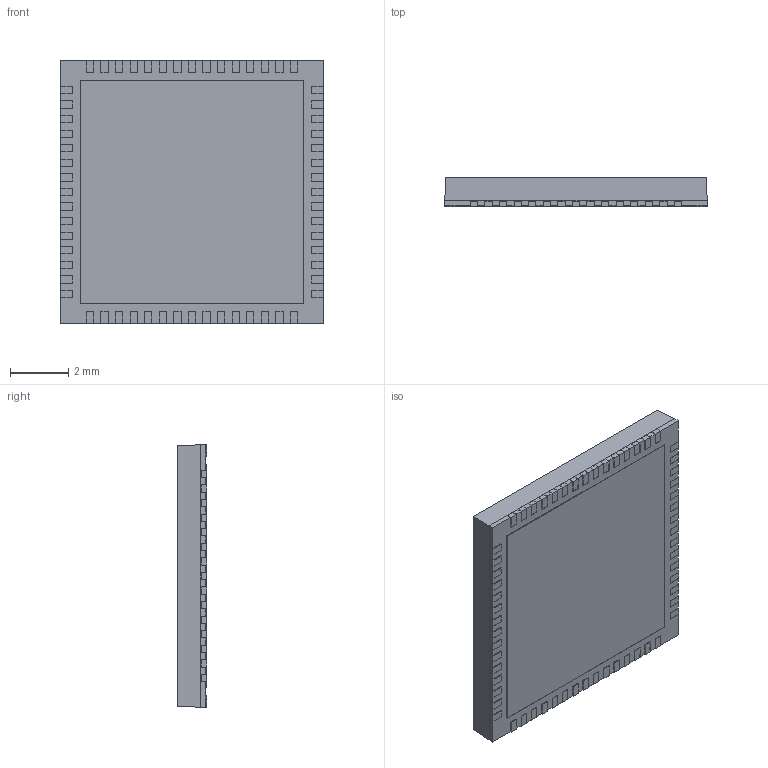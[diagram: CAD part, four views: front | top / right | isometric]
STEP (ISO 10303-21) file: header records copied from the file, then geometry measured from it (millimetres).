
FILE_DESCRIPTION (( 'STEP AP214' ), '1' );
FILE_NAME ('BEA59E42-86E6-4B01-A8E3-94FAA2C4A1F8.STEP', '2024-05-09T14:40:50', ( '' ), ( '' ), 'SwSTEP 2.0', 'SolidWorks 2022', '' );
FILE_SCHEMA (( 'AUTOMOTIVE_DESIGN' ));
Length unit declared in the file: millimetre
Products named in the file (1): BEA59E42-86E6-4B01-A8E3-94FAA2C4A1F8
Bounding box: 9.02 x 1 x 9.02 mm (x, y, z)
Volume: 80.3 mm3; surface area: 198.9 mm2
Topology: 1 solids, 1 shells, 380 faces, 1122 edges, 746 vertices
Faces by surface type: plane 376, torus 2, cylinder 2
Entity records: 16510 total; most frequent: CARTESIAN_POINT 2249, ORIENTED_EDGE 2244, DIRECTION 1892, EDGE_CURVE 1122, VECTOR 1114, LINE 1114, VERTEX_POINT 746, AXIS2_PLACEMENT_3D 389
